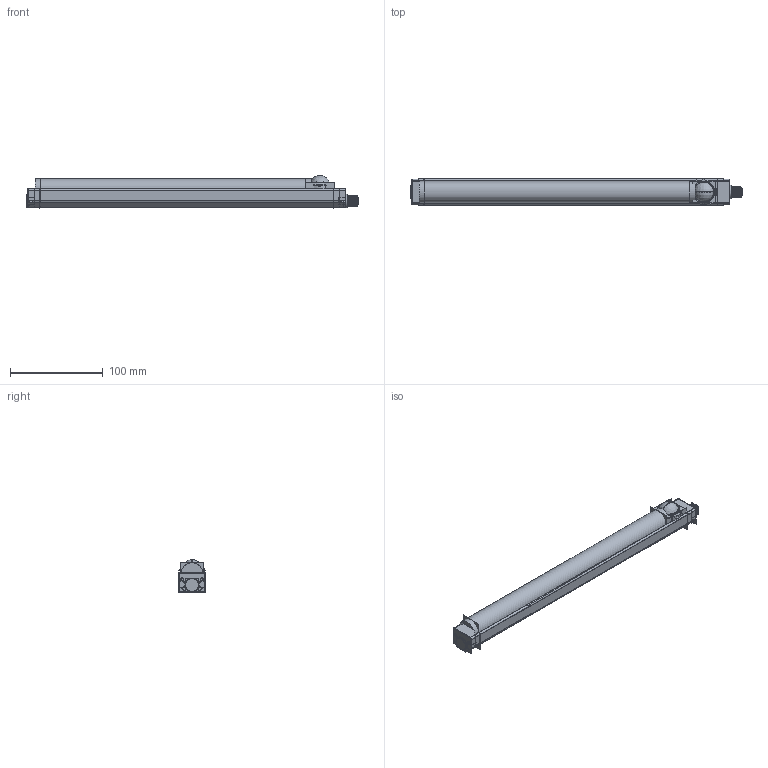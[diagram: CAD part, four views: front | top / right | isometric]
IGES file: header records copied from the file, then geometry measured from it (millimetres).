
Start section:  PTC IGES file: 210316.igs
Global section: file name: 210316.igs; native system: Creo Parametric by PTC Inc.; preprocessor: 2018300; author: pdmadmin; organization: Unknown; date: 20190304.101432; units: millimetre
Bounding box: 357.21 x 30.04 x 35.21 mm (x, y, z)
Volume: 100129 mm3; surface area: 356279.7 mm2
Topology: 13 solids, 142 shells, 2062 faces, 11868 edges, 15843 vertices
Faces by surface type: revolution 1144, bspline 916, extrusion 2
